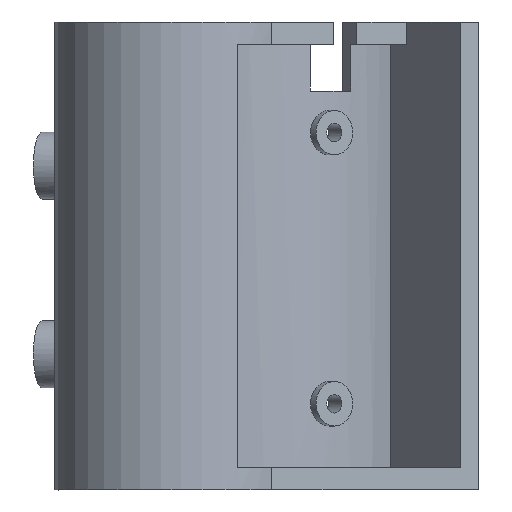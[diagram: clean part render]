
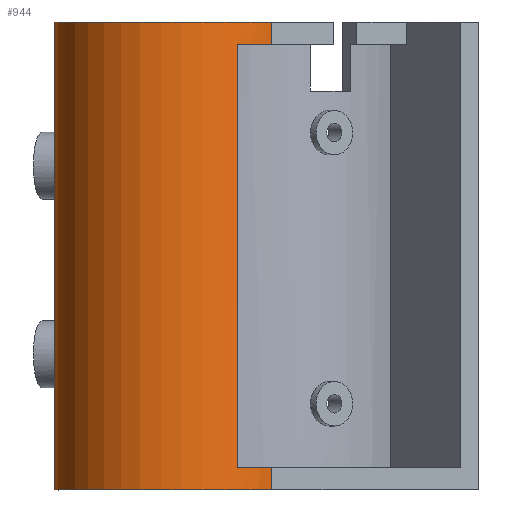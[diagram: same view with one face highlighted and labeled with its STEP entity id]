
A CAD part, left-side view. The second image highlights one B-rep face of the part: STEP entity #944.
In plain terms, the highlighted cylindrical face has radius 16.5 mm (diameter 33 mm), a partial arc.
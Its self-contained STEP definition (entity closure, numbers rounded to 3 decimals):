
#38=B_SPLINE_CURVE_WITH_KNOTS('',3,(#1690,#1691,#1692,#1693,#1694,#1695,
#1696,#1697),.UNSPECIFIED.,.F.,.F.,(4,2,2,4),(0.947,1.033,
1.203,1.372),.UNSPECIFIED.);
#39=B_SPLINE_CURVE_WITH_KNOTS('',3,(#1699,#1700,#1701,#1702,#1703,#1704,
#1705,#1706),.UNSPECIFIED.,.F.,.F.,(4,2,2,4),(1.372,1.542,
1.713,1.798),.UNSPECIFIED.);
#40=B_SPLINE_CURVE_WITH_KNOTS('',3,(#1707,#1708,#1709,#1710,#1711,#1712,
#1713,#1714),.UNSPECIFIED.,.F.,.F.,(4,2,2,4),(0.947,1.032,
1.202,1.372),.UNSPECIFIED.);
#41=B_SPLINE_CURVE_WITH_KNOTS('',3,(#1719,#1720,#1721,#1722,#1723,#1724,
#1725,#1726),.UNSPECIFIED.,.F.,.F.,(4,2,2,4),(1.372,1.542,
1.713,1.798),.UNSPECIFIED.);
#52=CYLINDRICAL_SURFACE('',#1037,16.5);
#76=CIRCLE('',#1009,16.5);
#79=CIRCLE('',#1014,16.5);
#89=CIRCLE('',#1038,16.5);
#90=CIRCLE('',#1039,16.5);
#129=FACE_OUTER_BOUND('',#186,.T.);
#186=EDGE_LOOP('',(#780,#781,#782,#783,#784,#785,#786,#787,#788,#789,#790,
#791,#792,#793));
#239=LINE('',#1536,#324);
#240=LINE('',#1540,#325);
#241=LINE('',#1544,#326);
#269=LINE('',#1670,#354);
#276=LINE('',#1682,#361);
#279=LINE('',#1718,#364);
#324=VECTOR('',#1144,10.);
#325=VECTOR('',#1147,10.);
#326=VECTOR('',#1150,10.);
#354=VECTOR('',#1238,10.);
#361=VECTOR('',#1249,10.);
#364=VECTOR('',#1262,10.);
#420=VERTEX_POINT('',#1533);
#421=VERTEX_POINT('',#1535);
#422=VERTEX_POINT('',#1537);
#423=VERTEX_POINT('',#1539);
#424=VERTEX_POINT('',#1541);
#425=VERTEX_POINT('',#1543);
#435=VERTEX_POINT('',#1610);
#436=VERTEX_POINT('',#1612);
#441=VERTEX_POINT('',#1626);
#454=VERTEX_POINT('',#1667);
#455=VERTEX_POINT('',#1669);
#460=VERTEX_POINT('',#1689);
#461=VERTEX_POINT('',#1698);
#462=VERTEX_POINT('',#1716);
#521=EDGE_CURVE('',#420,#421,#239,.T.);
#523=EDGE_CURVE('',#422,#423,#240,.T.);
#525=EDGE_CURVE('',#424,#425,#241,.T.);
#542=EDGE_CURVE('',#436,#435,#76,.T.);
#549=EDGE_CURVE('',#425,#441,#79,.F.);
#569=EDGE_CURVE('',#455,#454,#269,.T.);
#576=EDGE_CURVE('',#435,#441,#276,.T.);
#579=EDGE_CURVE('',#423,#460,#38,.T.);
#580=EDGE_CURVE('',#461,#422,#39,.T.);
#581=EDGE_CURVE('',#421,#461,#40,.T.);
#582=EDGE_CURVE('',#455,#420,#89,.F.);
#583=EDGE_CURVE('',#454,#462,#90,.T.);
#584=EDGE_CURVE('',#462,#436,#279,.T.);
#585=EDGE_CURVE('',#460,#424,#41,.T.);
#780=ORIENTED_EDGE('',*,*,#579,.F.);
#781=ORIENTED_EDGE('',*,*,#523,.F.);
#782=ORIENTED_EDGE('',*,*,#580,.F.);
#783=ORIENTED_EDGE('',*,*,#581,.F.);
#784=ORIENTED_EDGE('',*,*,#521,.F.);
#785=ORIENTED_EDGE('',*,*,#582,.F.);
#786=ORIENTED_EDGE('',*,*,#569,.T.);
#787=ORIENTED_EDGE('',*,*,#583,.T.);
#788=ORIENTED_EDGE('',*,*,#584,.T.);
#789=ORIENTED_EDGE('',*,*,#542,.T.);
#790=ORIENTED_EDGE('',*,*,#576,.T.);
#791=ORIENTED_EDGE('',*,*,#549,.F.);
#792=ORIENTED_EDGE('',*,*,#525,.F.);
#793=ORIENTED_EDGE('',*,*,#585,.F.);
#944=ADVANCED_FACE('',(#129),#52,.T.);
#1009=AXIS2_PLACEMENT_3D('',#1613,#1176,#1177);
#1014=AXIS2_PLACEMENT_3D('',#1627,#1190,#1191);
#1037=AXIS2_PLACEMENT_3D('',#1688,#1256,#1257);
#1038=AXIS2_PLACEMENT_3D('',#1715,#1258,#1259);
#1039=AXIS2_PLACEMENT_3D('',#1717,#1260,#1261);
#1144=DIRECTION('',(0.,0.,1.));
#1147=DIRECTION('',(0.,0.,1.));
#1150=DIRECTION('',(0.,0.,1.));
#1176=DIRECTION('center_axis',(0.,0.,1.));
#1177=DIRECTION('ref_axis',(0.966,-0.259,0.));
#1190=DIRECTION('center_axis',(0.,0.,-1.));
#1191=DIRECTION('ref_axis',(0.966,-0.259,0.));
#1238=DIRECTION('',(0.,0.,1.));
#1249=DIRECTION('',(0.,0.,1.));
#1256=DIRECTION('center_axis',(0.,0.,1.));
#1257=DIRECTION('ref_axis',(-0.889,0.457,0.));
#1258=DIRECTION('center_axis',(0.,0.,1.));
#1259=DIRECTION('ref_axis',(0.966,-0.259,0.));
#1260=DIRECTION('center_axis',(0.,0.,-1.));
#1261=DIRECTION('ref_axis',(0.966,-0.259,0.));
#1262=DIRECTION('',(0.,0.,1.));
#1533=CARTESIAN_POINT('',(-50.082,21.029,-27.027));
#1535=CARTESIAN_POINT('',(-50.082,21.029,-12.492));
#1536=CARTESIAN_POINT('',(-50.082,21.029,-9.527));
#1537=CARTESIAN_POINT('',(-50.082,21.029,-5.008));
#1539=CARTESIAN_POINT('',(-50.082,21.029,12.908));
#1540=CARTESIAN_POINT('',(-50.082,21.029,-9.527));
#1541=CARTESIAN_POINT('',(-50.082,21.029,20.392));
#1543=CARTESIAN_POINT('',(-50.082,21.029,36.));
#1544=CARTESIAN_POINT('',(-50.082,21.029,-9.527));
#1610=CARTESIAN_POINT('',(-64.822,-7.662,33.));
#1612=CARTESIAN_POINT('',(-68.702,-3.053,33.));
#1613=CARTESIAN_POINT('Origin',(-54.353,5.091,33.));
#1626=CARTESIAN_POINT('',(-64.822,-7.662,36.));
#1627=CARTESIAN_POINT('Origin',(-54.353,5.091,36.));
#1667=CARTESIAN_POINT('',(-64.822,-7.662,-24.027));
#1669=CARTESIAN_POINT('',(-64.822,-7.662,-27.027));
#1670=CARTESIAN_POINT('',(-64.822,-7.662,-9.527));
#1682=CARTESIAN_POINT('',(-64.822,-7.662,-9.527));
#1688=CARTESIAN_POINT('Origin',(-54.353,5.091,-9.527));
#1689=CARTESIAN_POINT('',(-52.046,21.429,16.65));
#1690=CARTESIAN_POINT('Ctrl Pts',(-50.082,21.029,12.908));
#1691=CARTESIAN_POINT('Ctrl Pts',(-50.324,21.094,13.075));
#1692=CARTESIAN_POINT('Ctrl Pts',(-50.547,21.148,13.265));
#1693=CARTESIAN_POINT('Ctrl Pts',(-51.135,21.28,13.868));
#1694=CARTESIAN_POINT('Ctrl Pts',(-51.477,21.341,14.373));
#1695=CARTESIAN_POINT('Ctrl Pts',(-51.933,21.415,15.482));
#1696=CARTESIAN_POINT('Ctrl Pts',(-52.046,21.429,16.085));
#1697=CARTESIAN_POINT('Ctrl Pts',(-52.046,21.429,16.65));
#1698=CARTESIAN_POINT('',(-52.046,21.429,-8.75));
#1699=CARTESIAN_POINT('Ctrl Pts',(-52.046,21.429,-8.75));
#1700=CARTESIAN_POINT('Ctrl Pts',(-52.046,21.429,-8.183));
#1701=CARTESIAN_POINT('Ctrl Pts',(-51.932,21.415,-7.579));
#1702=CARTESIAN_POINT('Ctrl Pts',(-51.474,21.34,-6.469));
#1703=CARTESIAN_POINT('Ctrl Pts',(-51.131,21.279,-5.962));
#1704=CARTESIAN_POINT('Ctrl Pts',(-50.543,21.147,-5.362));
#1705=CARTESIAN_POINT('Ctrl Pts',(-50.321,21.093,-5.174));
#1706=CARTESIAN_POINT('Ctrl Pts',(-50.082,21.029,-5.008));
#1707=CARTESIAN_POINT('Ctrl Pts',(-50.082,21.029,-12.492));
#1708=CARTESIAN_POINT('Ctrl Pts',(-50.321,21.093,-12.326));
#1709=CARTESIAN_POINT('Ctrl Pts',(-50.543,21.147,-12.138));
#1710=CARTESIAN_POINT('Ctrl Pts',(-51.131,21.279,-11.538));
#1711=CARTESIAN_POINT('Ctrl Pts',(-51.474,21.34,-11.031));
#1712=CARTESIAN_POINT('Ctrl Pts',(-51.932,21.415,-9.921));
#1713=CARTESIAN_POINT('Ctrl Pts',(-52.046,21.429,-9.317));
#1714=CARTESIAN_POINT('Ctrl Pts',(-52.046,21.429,-8.75));
#1715=CARTESIAN_POINT('Origin',(-54.353,5.091,-27.027));
#1716=CARTESIAN_POINT('',(-68.702,-3.053,-24.027));
#1717=CARTESIAN_POINT('Origin',(-54.353,5.091,-24.027));
#1718=CARTESIAN_POINT('',(-68.702,-3.053,-9.527));
#1719=CARTESIAN_POINT('Ctrl Pts',(-52.046,21.429,16.65));
#1720=CARTESIAN_POINT('Ctrl Pts',(-52.046,21.429,17.217));
#1721=CARTESIAN_POINT('Ctrl Pts',(-51.932,21.415,17.821));
#1722=CARTESIAN_POINT('Ctrl Pts',(-51.474,21.34,18.931));
#1723=CARTESIAN_POINT('Ctrl Pts',(-51.131,21.279,19.438));
#1724=CARTESIAN_POINT('Ctrl Pts',(-50.543,21.147,20.038));
#1725=CARTESIAN_POINT('Ctrl Pts',(-50.321,21.093,20.226));
#1726=CARTESIAN_POINT('Ctrl Pts',(-50.082,21.029,20.392));
